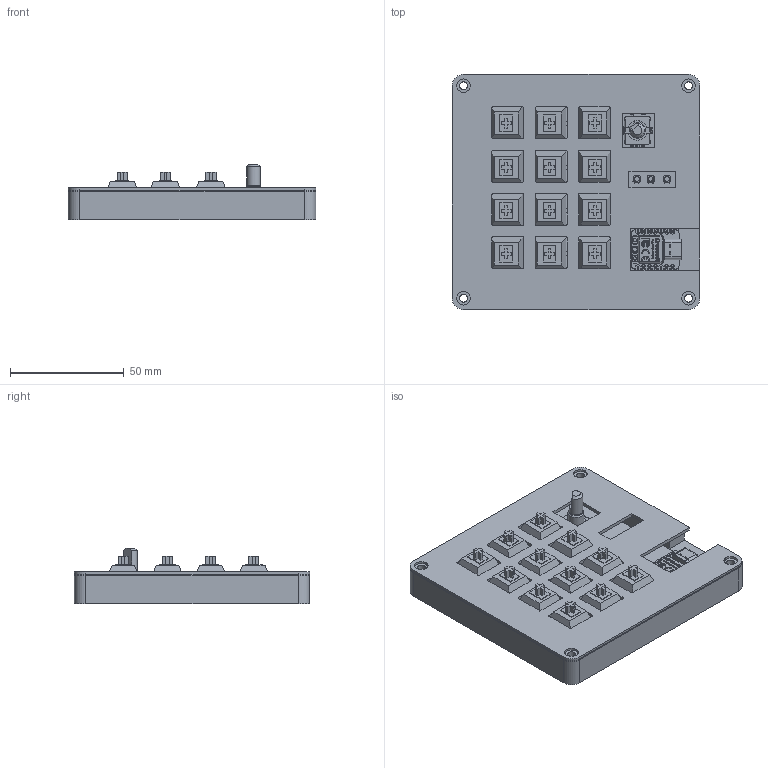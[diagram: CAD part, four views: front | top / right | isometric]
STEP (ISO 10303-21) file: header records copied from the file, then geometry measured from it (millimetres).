
FILE_DESCRIPTION(/* description */ (''),/* implementation_level */ '2;1');
FILE_NAME(/* name */ 'Macropad assembly - 2.step',/* time_stamp */ '2026-02-12T11:30:44+05:30',/* author */ (''),/* organization */ (''),/* preprocessor_version */ 'ST-DEVELOPER v20.1',/* originating_system */ 'Autodesk Translation Framework v14.24.0.0',/* authorisation */ '');
FILE_SCHEMA (('AUTOMOTIVE_DESIGN { 1 0 10303 214 3 1 1 }'));
Products named in the file (111): 2026-02-03-18-20-38-219; EC11-THT-15F-black; EC11-Shaft-F; EC11-Housing-THT; EC11-Housing-THT_1; EC11-Housing-THT_2; EC11-Housing-THT_3; EC11-Housing-THT_4; EC11-Housing-THT_5; EC11-Housing-THT_6; EC11-Base; Seeed Studio XIAO RP2040 v26; Seeed Studio XIAO RP2040 v26_1; Seeed Studio XIAO RP2040 v26_2; Seeed Studio XIAO RP2040 v26_3; Seeed Studio XIAO RP2040 v26_4; Seeed Studio XIAO RP2040 v26_5; Seeed Studio XIAO RP2040 v26_6; Seeed Studio XIAO RP2040 v26_7; Seeed Studio XIAO RP2040 v26_8; Seeed Studio XIAO RP2040 v26_9; Seeed Studio XIAO RP2040 v26_10; Seeed Studio XIAO RP2040 v26_11; Seeed Studio XIAO RP2040 v26_12; Seeed Studio XIAO RP2040 v26_13; Seeed Studio XIAO RP2040 v26_14; Seeed Studio XIAO RP2040 v26_15; Seeed Studio XIAO RP2040 v26_16; Seeed Studio XIAO RP2040 v26_17; Seeed Studio XIAO RP2040 v26_18; Seeed Studio XIAO RP2040 v26_19; Seeed Studio XIAO RP2040 v26_20; Seeed Studio XIAO RP2040 v26_21; Seeed Studio XIAO RP2040 v26_22; Seeed Studio XIAO RP2040 v26_23; Seeed Studio XIAO RP2040 v26_24; Seeed Studio XIAO RP2040 v26_25; Seeed Studio XIAO RP2040 v26_26; Seeed Studio XIAO RP2040 v26_27; Seeed Studio XIAO RP2040 v26_28 ...
Assembly tree (142 placements, depth 5):
  2026-02-03-18-20-38-219
    EC11-THT-15F-black
      EC11-Shaft-F
      EC11-Housing-THT
      EC11-Housing-THT_1
      EC11-Housing-THT_2
      EC11-Housing-THT_3
      EC11-Housing-THT_4
      EC11-Housing-THT_5
      EC11-Housing-THT_6
      EC11-Base
    Seeed Studio XIAO RP2040 v26
      Seeed Studio XIAO RP2040 v26_1
      Seeed Studio XIAO RP2040 v26_2
      Seeed Studio XIAO RP2040 v26_3
      Seeed Studio XIAO RP2040 v26_4
      Seeed Studio XIAO RP2040 v26_5
      Seeed Studio XIAO RP2040 v26_6
      Seeed Studio XIAO RP2040 v26_7
      Seeed Studio XIAO RP2040 v26_8
      Seeed Studio XIAO RP2040 v26_9
      Seeed Studio XIAO RP2040 v26_10
      Seeed Studio XIAO RP2040 v26_11
      Seeed Studio XIAO RP2040 v26_12
      Seeed Studio XIAO RP2040 v26_13
      Seeed Studio XIAO RP2040 v26_14
      Seeed Studio XIAO RP2040 v26_15
      Seeed Studio XIAO RP2040 v26_16
      Seeed Studio XIAO RP2040 v26_17
      Seeed Studio XIAO RP2040 v26_18
      Seeed Studio XIAO RP2040 v26_19
      Seeed Studio XIAO RP2040 v26_20
      Seeed Studio XIAO RP2040 v26_21
      Seeed Studio XIAO RP2040 v26_22
      Seeed Studio XIAO RP2040 v26_23
      Seeed Studio XIAO RP2040 v26_24
      Seeed Studio XIAO RP2040 v26_25
      Seeed Studio XIAO RP2040 v26_26
      Seeed Studio XIAO RP2040 v26_27
      Seeed Studio XIAO RP2040 v26_28
      Seeed Studio XIAO RP2040 v26_29
      Seeed Studio XIAO RP2040 v26_30
      Seeed Studio XIAO RP2040 v26_31
      Seeed Studio XIAO RP2040 v26_32
      Seeed Studio XIAO RP2040 v26_33
      Seeed Studio XIAO RP2040 v26_34
      Seeed Studio XIAO RP2040 v26_35
      Seeed Studio XIAO RP2040 v26_36
      main <1>
        type-c v2
        smd_button v3(Mirror)
        main
        main_1
        main_2
        main_3
        type-c v2_1
        type-c v2_2
        type-c v2_3
        type-c v2_4
        main_4
Bounding box: 109.05 x 103.5 x 24.45 mm (x, y, z)
Volume: 117525.6 mm3; surface area: 84919.9 mm2
Topology: 152 solids, 152 shells, 3420 faces, 8632 edges, 5661 vertices
Faces by surface type: plane 2459, cylinder 693, bspline 136, torus 64, cone 44, sphere 24
Full cylindrical faces by diameter (mm): 0.4 x4, 0.5 x38, 0.8 x38, 0.889 x14, 1 x5, 1.5 x26, 1.6 x24, 1.7 x24, 2 x28, 2.02 x12, 2.1 x1, 3 x2, 3.4 x8, 3.85 x12, 4 x12, 6 x15, 7 x1
Entity records: 72898 total; most frequent: CARTESIAN_POINT 15370, ORIENTED_EDGE 11174, DIRECTION 11116, EDGE_CURVE 5587, LINE 4126, VECTOR 4126, VERTEX_POINT 3663, AXIS2_PLACEMENT_3D 3495
